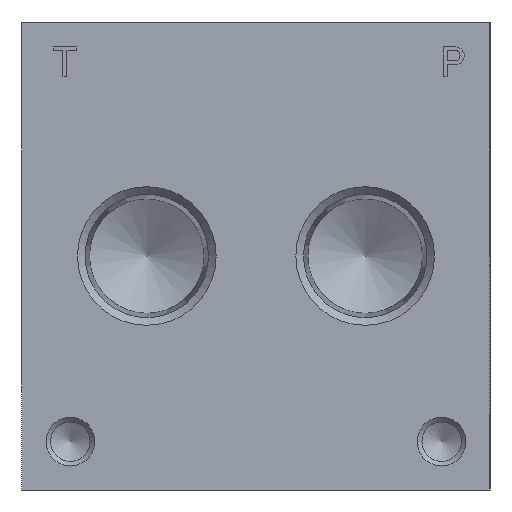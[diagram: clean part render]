
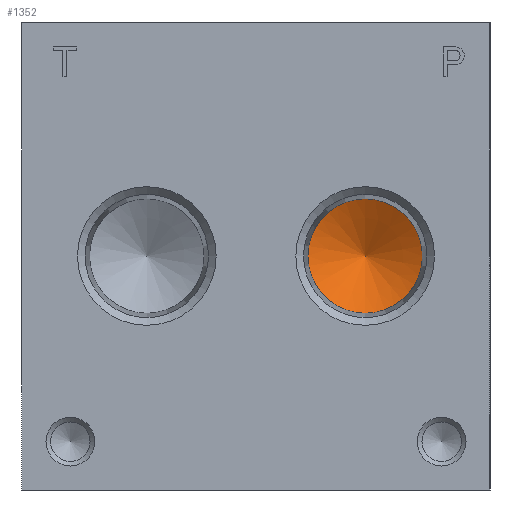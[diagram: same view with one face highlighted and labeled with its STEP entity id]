
A CAD part, left-side view. The second image highlights one B-rep face of the part: STEP entity #1352.
In plain terms, the highlighted conical face has half-angle 61.526 degrees and reference radius 9.32 mm.
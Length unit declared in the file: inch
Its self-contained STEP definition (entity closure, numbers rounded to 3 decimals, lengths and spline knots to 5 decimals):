
#1352 = ADVANCED_FACE( '', ( #2922, #2923 ), #2924, .F. );
#2922 = FACE_BOUND( '', #4516, .T. );
#2923 = FACE_OUTER_BOUND( '', #4517, .T. );
#2924 = CONICAL_SURFACE( '', #4518, 0.36691, 1.074 );
#4516 = VERTEX_LOOP( '', #8200 );
#4517 = EDGE_LOOP( '', ( #8201 ) );
#4518 = AXIS2_PLACEMENT_3D( '', #8202, #8203, #8204 );
#8200 = VERTEX_POINT( '', #9777 );
#8201 = ORIENTED_EDGE( '', *, *, #9464, .F. );
#8202 = CARTESIAN_POINT( '', ( 0.962, 0.8, 1.5 ) );
#8203 = DIRECTION( '', ( -1., 0., 0. ) );
#8204 = DIRECTION( '', ( 0., 0., 1. ) );
#9464 = EDGE_CURVE( '', #11529, #11529, #11530, .T. );
#9777 = CARTESIAN_POINT( '', ( 1.161, 0.8, 1.5 ) );
#11529 = VERTEX_POINT( '', #14198 );
#11530 = CIRCLE( '', #14199, 0.36691 );
#14198 = CARTESIAN_POINT( '', ( 0.962, 0.8, 1.13309 ) );
#14199 = AXIS2_PLACEMENT_3D( '', #15955, #15956, #15957 );
#15955 = CARTESIAN_POINT( '', ( 0.962, 0.8, 1.5 ) );
#15956 = DIRECTION( '', ( 1., 0., 0. ) );
#15957 = DIRECTION( '', ( 0., 0., -1. ) );
